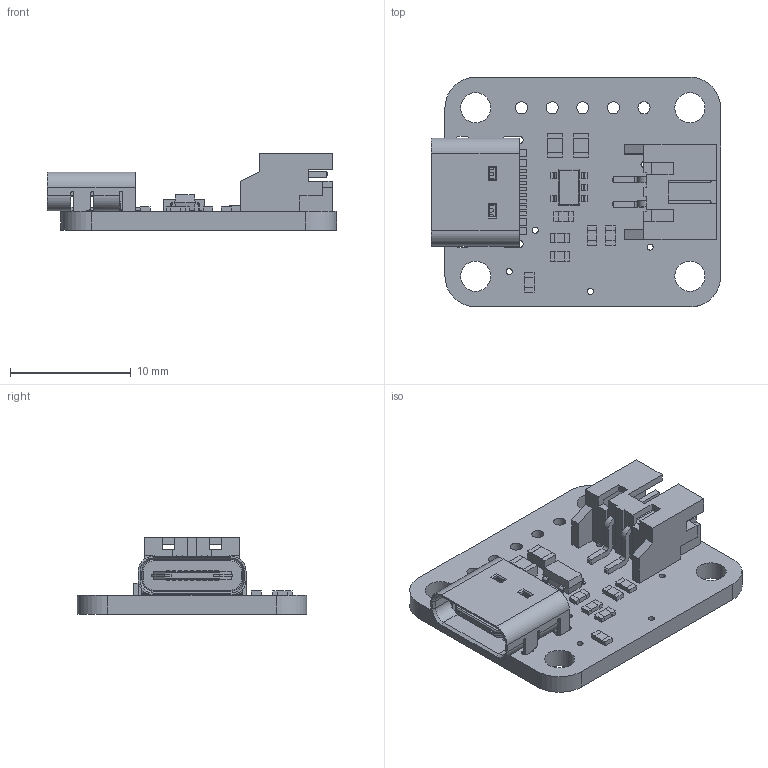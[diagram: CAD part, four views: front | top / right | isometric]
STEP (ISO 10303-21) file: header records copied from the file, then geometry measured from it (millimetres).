
FILE_DESCRIPTION(/* description */ (''),/* implementation_level */ '2;1');
FILE_NAME(/* name */ 'PCB Component.step',/* time_stamp */ '2022-09-22T15:41:21-04:00',/* author */ (''),/* organization */ (''),/* preprocessor_version */ 'ST-DEVELOPER v19',/* originating_system */ 'Autodesk Translation Framework v11.7.0.108',/* authorisation */ '');
FILE_SCHEMA (('AUTOMOTIVE_DESIGN { 1 0 10303 214 3 1 1 }'));
Length unit declared in the file: millimetre
Products named in the file (7): PCB Component; Board; MCP73831T-2ACI/OT; 5.1K; JSTPH; 10µF; USB_C_CUSB31-CFM2AX-01-X
Assembly tree (12 placements, depth 2):
  PCB Component
    Board
    MCP73831T-2ACI/OT
    5.1K  x6
    JSTPH
    10µF  x2
    USB_C_CUSB31-CFM2AX-01-X
Bounding box: 23.98 x 19.05 x 6.37 mm (x, y, z)
Volume: 853.2 mm3; surface area: 1970.2 mm2
Topology: 16 solids, 16 shells, 696 faces, 1866 edges, 1208 vertices
Faces by surface type: plane 511, cylinder 161, torus 10, sphere 6, cone 6, bspline 2
Full cylindrical faces by diameter (mm): 0.5 x11, 0.65 x2, 1 x5, 2.5 x4
Entity records: 19770 total; most frequent: CARTESIAN_POINT 3435, ORIENTED_EDGE 3288, DIRECTION 3234, EDGE_CURVE 1644, LINE 1288, VECTOR 1288, VERTEX_POINT 1064, AXIS2_PLACEMENT_3D 973
